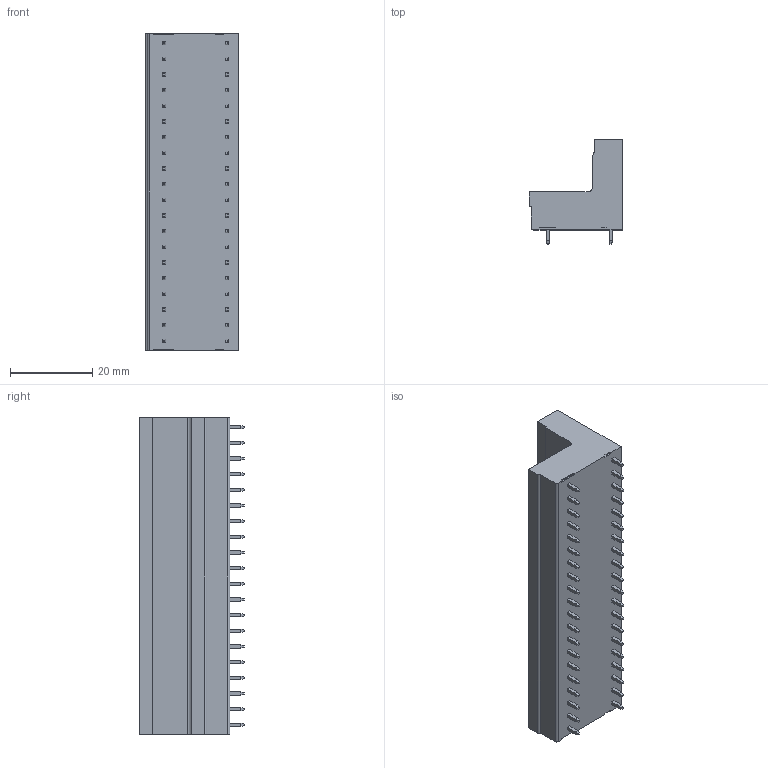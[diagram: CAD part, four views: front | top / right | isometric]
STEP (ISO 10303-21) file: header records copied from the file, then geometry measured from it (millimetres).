
FILE_DESCRIPTION((''),'2;1');
FILE_NAME('TLPHDC-105V-1','2024-09-19T16:14:19',('sheji109'),(''),'CREO PARAMETRIC BY PTC INC, 2018100','CREO PARAMETRIC BY PTC INC, 2018100','');
FILE_SCHEMA(('CONFIG_CONTROL_DESIGN'));
Products named in the file (1): TLPHDC-105V-1
Bounding box: 22.7 x 25.4 x 76.99 mm (x, y, z)
Volume: 17929.6 mm3; surface area: 18266.3 mm2
Topology: 1 solids, 20 shells, 2678 faces, 6905 edges, 4408 vertices
Faces by surface type: plane 2435, cylinder 183, cone 40, sphere 20
Entity records: 79835 total; most frequent: CARTESIAN_POINT 14651, ORIENTED_EDGE 13770, DIRECTION 12632, EDGE_CURVE 6885, VECTOR 6180, LINE 6180, VERTEX_POINT 4408, AXIS2_PLACEMENT_3D 3226
